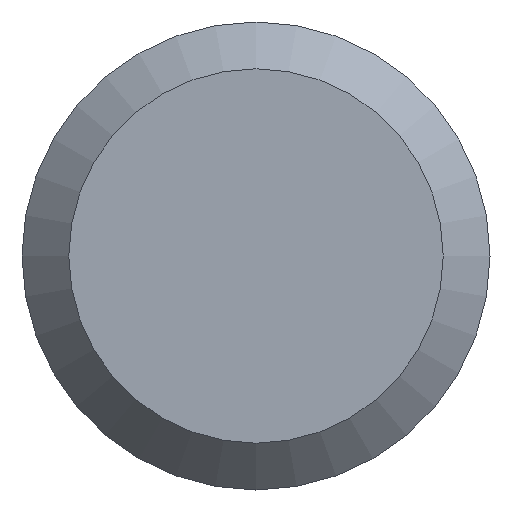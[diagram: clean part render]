
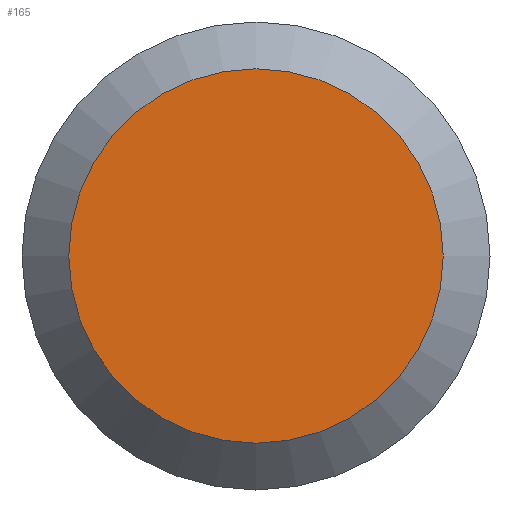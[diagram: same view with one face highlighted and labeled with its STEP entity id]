
A CAD part, left-side view. The second image highlights one B-rep face of the part: STEP entity #165.
In plain terms, the highlighted planar face has unit normal (-1, 0, 0).
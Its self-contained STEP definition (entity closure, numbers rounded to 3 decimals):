
#5 = CARTESIAN_POINT ( 'NONE',  ( 0., 2.65, 0. ) ) ;
#12 = VERTEX_POINT ( 'NONE', #22 ) ;
#19 = CARTESIAN_POINT ( 'NONE',  ( 0., 0., 0. ) ) ;
#22 = CARTESIAN_POINT ( 'NONE',  ( 0., 0., -2.12 ) ) ;
#48 = CIRCLE ( 'NONE', #162, 2.12 ) ;
#52 = PLANE ( 'NONE',  #164 ) ;
#67 = FACE_OUTER_BOUND ( 'NONE', #199, .T. ) ;
#75 = DIRECTION ( 'NONE',  ( -1., 0., 0. ) ) ;
#90 = DIRECTION ( 'NONE',  ( 1., 0., 0. ) ) ;
#107 = DIRECTION ( 'NONE',  ( 0., 0., -1. ) ) ;
#125 = EDGE_CURVE ( 'NONE', #12, #12, #48, .T. ) ;
#152 = ORIENTED_EDGE ( 'NONE', *, *, #125, .T. ) ;
#162 = AXIS2_PLACEMENT_3D ( 'NONE', #19, #75, #194 ) ;
#164 = AXIS2_PLACEMENT_3D ( 'NONE', #5, #90, #107 ) ;
#165 = ADVANCED_FACE ( 'NONE', ( #67 ), #52, .F. ) ;
#194 = DIRECTION ( 'NONE',  ( 0., 0., -1. ) ) ;
#199 = EDGE_LOOP ( 'NONE', ( #152 ) ) ;
